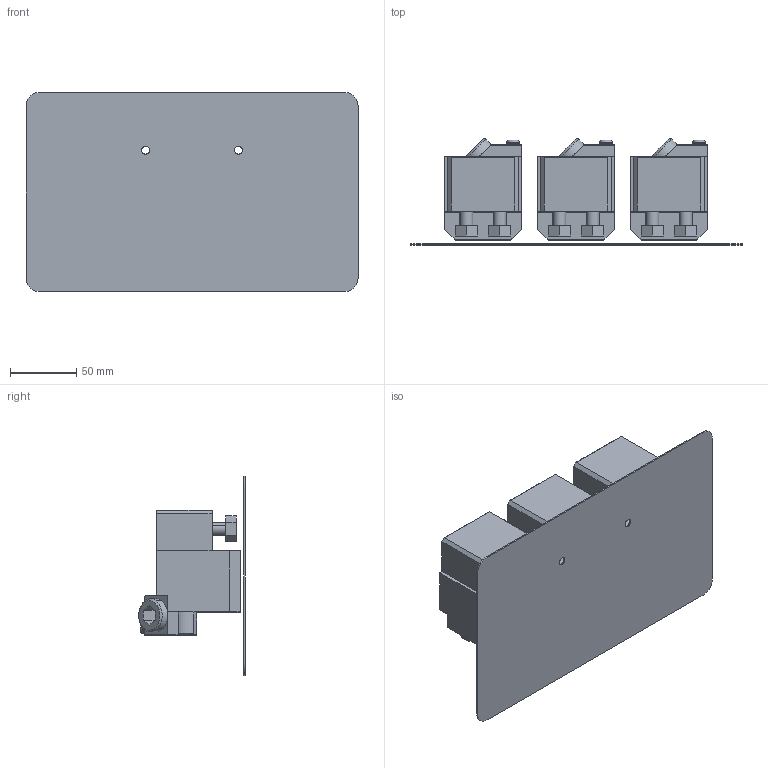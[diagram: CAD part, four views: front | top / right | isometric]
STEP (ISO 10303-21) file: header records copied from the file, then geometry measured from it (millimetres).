
FILE_DESCRIPTION((''),'2;1');
FILE_NAME('1SDH002065A1384_IGES','2019-07-02T',('ITSTCAR1'),(''),'CREO PARAMETRIC BY PTC INC, 2016050','CREO PARAMETRIC BY PTC INC, 2016050','');
FILE_SCHEMA(('AUTOMOTIVE_DESIGN { 1 0 10303 214 1 1 1 1 }'));
Length unit declared in the file: millimetre
Products named in the file (1): 1SDH002065A1384_IGES
Bounding box: 250 x 80.13 x 150 mm (x, y, z)
Volume: 594167.7 mm3; surface area: 224130 mm2
Topology: 4 solids, 4 shells, 1027 faces, 2769 edges, 1791 vertices
Faces by surface type: plane 506, cylinder 351, cone 111, torus 35, sphere 21, extrusion 3
Entity records: 44252 total; most frequent: CARTESIAN_POINT 12232, ORIENTED_EDGE 5460, DIRECTION 5372, EDGE_CURVE 2730, AXIS2_PLACEMENT_3D 1960, VERTEX_POINT 1791, VECTOR 1452, LINE 1449
